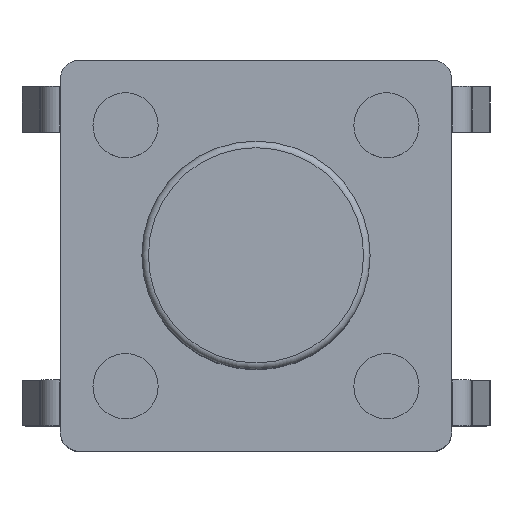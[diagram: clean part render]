
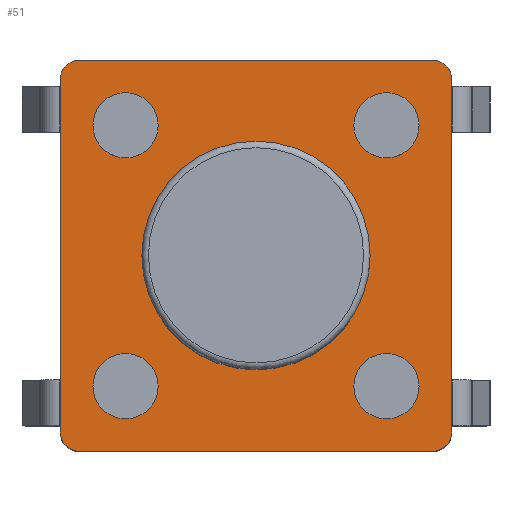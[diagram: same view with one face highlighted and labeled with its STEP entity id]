
A CAD part, top view. The second image highlights one B-rep face of the part: STEP entity #51.
In plain terms, the highlighted planar face has unit normal (0, 0, 1).
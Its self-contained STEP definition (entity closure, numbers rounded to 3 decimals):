
#26=DIRECTION('',(1.,0.,0.));
#29=DIRECTION('',(0.,0.,-1.));
#30=DIRECTION('',(-1.,0.,0.));
#35=EDGE_CURVE('',#36,#36,#38,.T.);
#36=VERTEX_POINT('',#37);
#37=CARTESIAN_POINT('',(1.65,-4.25,3.6));
#38=CIRCLE('',#39,0.5);
#39=AXIS2_PLACEMENT_3D('',#40,#29,#26);
#40=CARTESIAN_POINT('',(1.15,-4.25,3.6));
#50=DIRECTION('',(0.,0.,-1.));
#51=ADVANCED_FACE('',(#52,#113,#122,#131,#140,#149),#152,.F.);
#52=FACE_BOUND('',#53,.F.);
#53=EDGE_LOOP('',(#54,#63,#71,#78,#86,#93,#100,#108));
#54=ORIENTED_EDGE('',*,*,#55,.F.);
#55=EDGE_CURVE('',#56,#58,#60,.T.);
#56=VERTEX_POINT('',#57);
#57=CARTESIAN_POINT('',(0.45,-5.25,3.6));
#58=VERTEX_POINT('',#59);
#59=CARTESIAN_POINT('',(5.85,-5.25,3.6));
#60=LINE('',#61,#62);
#61=CARTESIAN_POINT('',(0.15,-5.25,3.6));
#62=VECTOR('',#26,1.);
#63=ORIENTED_EDGE('',*,*,#64,.T.);
#64=EDGE_CURVE('',#56,#65,#67,.T.);
#65=VERTEX_POINT('',#66);
#66=CARTESIAN_POINT('',(0.15,-4.95,3.6));
#67=CIRCLE('',#68,0.3);
#68=AXIS2_PLACEMENT_3D('',#69,#50,#70);
#69=CARTESIAN_POINT('',(0.45,-4.95,3.6));
#70=DIRECTION('',(0.,-1.,0.));
#71=ORIENTED_EDGE('',*,*,#72,.F.);
#72=EDGE_CURVE('',#73,#65,#75,.T.);
#73=VERTEX_POINT('',#74);
#74=CARTESIAN_POINT('',(0.15,0.45,3.6));
#75=LINE('',#76,#77);
#76=CARTESIAN_POINT('',(0.15,0.75,3.6));
#77=VECTOR('',#70,1.);
#78=ORIENTED_EDGE('',*,*,#79,.F.);
#79=EDGE_CURVE('',#80,#73,#82,.T.);
#80=VERTEX_POINT('',#81);
#81=CARTESIAN_POINT('',(0.45,0.75,3.6));
#82=CIRCLE('',#83,0.3);
#83=AXIS2_PLACEMENT_3D('',#84,#85,#70);
#84=CARTESIAN_POINT('',(0.45,0.45,3.6));
#85=DIRECTION('',(0.,0.,1.));
#86=ORIENTED_EDGE('',*,*,#87,.F.);
#87=EDGE_CURVE('',#88,#80,#90,.T.);
#88=VERTEX_POINT('',#89);
#89=CARTESIAN_POINT('',(5.85,0.75,3.6));
#90=LINE('',#91,#92);
#91=CARTESIAN_POINT('',(6.15,0.75,3.6));
#92=VECTOR('',#30,1.);
#93=ORIENTED_EDGE('',*,*,#94,.F.);
#94=EDGE_CURVE('',#95,#88,#97,.T.);
#95=VERTEX_POINT('',#96);
#96=CARTESIAN_POINT('',(6.15,0.45,3.6));
#97=CIRCLE('',#98,0.3);
#98=AXIS2_PLACEMENT_3D('',#99,#85,#70);
#99=CARTESIAN_POINT('',(5.85,0.45,3.6));
#100=ORIENTED_EDGE('',*,*,#101,.F.);
#101=EDGE_CURVE('',#102,#95,#104,.T.);
#102=VERTEX_POINT('',#103);
#103=CARTESIAN_POINT('',(6.15,-4.95,3.6));
#104=LINE('',#105,#106);
#105=CARTESIAN_POINT('',(6.15,-5.25,3.6));
#106=VECTOR('',#107,1.);
#107=DIRECTION('',(0.,1.,0.));
#108=ORIENTED_EDGE('',*,*,#109,.F.);
#109=EDGE_CURVE('',#58,#102,#110,.T.);
#110=CIRCLE('',#111,0.3);
#111=AXIS2_PLACEMENT_3D('',#112,#85,#70);
#112=CARTESIAN_POINT('',(5.85,-4.95,3.6));
#113=FACE_BOUND('',#114,.F.);
#114=EDGE_LOOP('',(#115));
#115=ORIENTED_EDGE('',*,*,#116,.F.);
#116=EDGE_CURVE('',#117,#117,#119,.T.);
#117=VERTEX_POINT('',#118);
#118=CARTESIAN_POINT('',(5.65,-4.25,3.6));
#119=CIRCLE('',#120,0.5);
#120=AXIS2_PLACEMENT_3D('',#121,#29,#26);
#121=CARTESIAN_POINT('',(5.15,-4.25,3.6));
#122=FACE_BOUND('',#123,.F.);
#123=EDGE_LOOP('',(#124));
#124=ORIENTED_EDGE('',*,*,#125,.F.);
#125=EDGE_CURVE('',#126,#126,#128,.T.);
#126=VERTEX_POINT('',#127);
#127=CARTESIAN_POINT('',(4.9,-2.25,3.6));
#128=CIRCLE('',#129,1.75);
#129=AXIS2_PLACEMENT_3D('',#130,#29,#26);
#130=CARTESIAN_POINT('',(3.15,-2.25,3.6));
#131=FACE_BOUND('',#132,.F.);
#132=EDGE_LOOP('',(#133));
#133=ORIENTED_EDGE('',*,*,#134,.F.);
#134=EDGE_CURVE('',#135,#135,#137,.T.);
#135=VERTEX_POINT('',#136);
#136=CARTESIAN_POINT('',(1.65,-0.25,3.6));
#137=CIRCLE('',#138,0.5);
#138=AXIS2_PLACEMENT_3D('',#139,#29,#26);
#139=CARTESIAN_POINT('',(1.15,-0.25,3.6));
#140=FACE_BOUND('',#141,.F.);
#141=EDGE_LOOP('',(#142));
#142=ORIENTED_EDGE('',*,*,#143,.F.);
#143=EDGE_CURVE('',#144,#144,#146,.T.);
#144=VERTEX_POINT('',#145);
#145=CARTESIAN_POINT('',(5.65,-0.25,3.6));
#146=CIRCLE('',#147,0.5);
#147=AXIS2_PLACEMENT_3D('',#148,#29,#26);
#148=CARTESIAN_POINT('',(5.15,-0.25,3.6));
#149=FACE_BOUND('',#150,.F.);
#150=EDGE_LOOP('',(#151));
#151=ORIENTED_EDGE('',*,*,#35,.F.);
#152=PLANE('',#153);
#153=AXIS2_PLACEMENT_3D('',#61,#29,#30);
